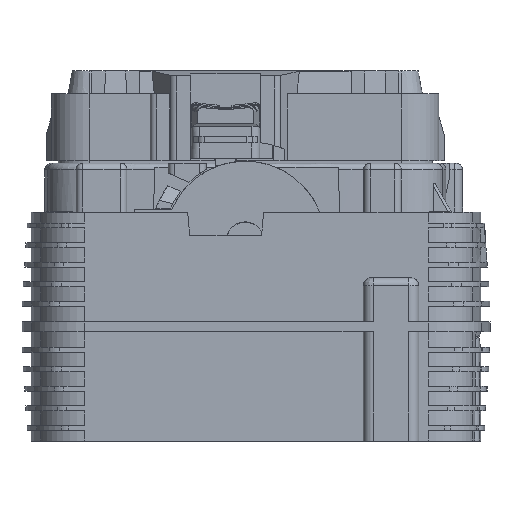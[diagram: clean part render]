
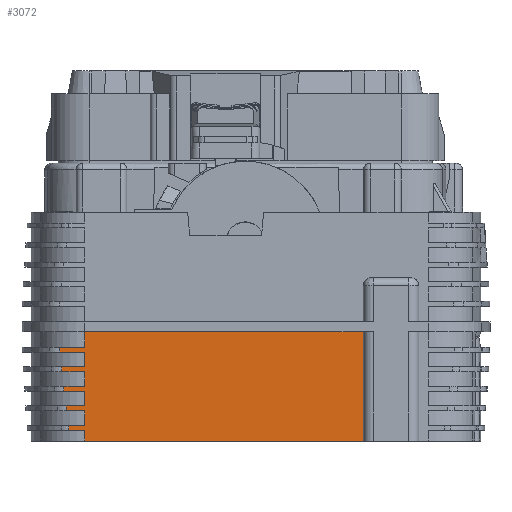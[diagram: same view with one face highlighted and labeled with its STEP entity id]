
A CAD part, front view. The second image highlights one B-rep face of the part: STEP entity #3072.
In plain terms, the highlighted planar face has unit normal (0, -1, 0).
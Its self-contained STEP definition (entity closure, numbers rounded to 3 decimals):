
#3072=ADVANCED_FACE('',(#5335),#4127,.T.);
#4127=PLANE('',#29313);
#5335=FACE_OUTER_BOUND('',#6804,.T.);
#6804=EDGE_LOOP('',(#13791,#13792,#13793,#13794,#13795,#13796,#13797,#13798,
#13799,#13800,#13801,#13802,#13803,#13804,#13805,#13806,#13807,#13808,#13809,
#13810,#13811,#13812,#13813,#13814));
#13791=ORIENTED_EDGE('',*,*,#21729,.T.);
#13792=ORIENTED_EDGE('',*,*,#21730,.F.);
#13793=ORIENTED_EDGE('',*,*,#21719,.T.);
#13794=ORIENTED_EDGE('',*,*,#21731,.F.);
#13795=ORIENTED_EDGE('',*,*,#21732,.T.);
#13796=ORIENTED_EDGE('',*,*,#21733,.F.);
#13797=ORIENTED_EDGE('',*,*,#21715,.T.);
#13798=ORIENTED_EDGE('',*,*,#21734,.F.);
#13799=ORIENTED_EDGE('',*,*,#21735,.T.);
#13800=ORIENTED_EDGE('',*,*,#21736,.F.);
#13801=ORIENTED_EDGE('',*,*,#21711,.T.);
#13802=ORIENTED_EDGE('',*,*,#21737,.F.);
#13803=ORIENTED_EDGE('',*,*,#21738,.T.);
#13804=ORIENTED_EDGE('',*,*,#21739,.F.);
#13805=ORIENTED_EDGE('',*,*,#21707,.T.);
#13806=ORIENTED_EDGE('',*,*,#21740,.F.);
#13807=ORIENTED_EDGE('',*,*,#21741,.T.);
#13808=ORIENTED_EDGE('',*,*,#21742,.F.);
#13809=ORIENTED_EDGE('',*,*,#21743,.F.);
#13810=ORIENTED_EDGE('',*,*,#21744,.F.);
#13811=ORIENTED_EDGE('',*,*,#21745,.T.);
#13812=ORIENTED_EDGE('',*,*,#21746,.F.);
#13813=ORIENTED_EDGE('',*,*,#21703,.T.);
#13814=ORIENTED_EDGE('',*,*,#21747,.F.);
#17971=VERTEX_POINT('',#47158);
#17972=VERTEX_POINT('',#47159);
#17975=VERTEX_POINT('',#47167);
#17976=VERTEX_POINT('',#47168);
#17979=VERTEX_POINT('',#47176);
#17980=VERTEX_POINT('',#47177);
#17983=VERTEX_POINT('',#47185);
#17984=VERTEX_POINT('',#47186);
#17987=VERTEX_POINT('',#47194);
#17988=VERTEX_POINT('',#47195);
#17995=VERTEX_POINT('',#47215);
#17996=VERTEX_POINT('',#47216);
#17997=VERTEX_POINT('',#47219);
#17998=VERTEX_POINT('',#47221);
#17999=VERTEX_POINT('',#47224);
#18000=VERTEX_POINT('',#47226);
#18001=VERTEX_POINT('',#47229);
#18002=VERTEX_POINT('',#47231);
#18003=VERTEX_POINT('',#47234);
#18004=VERTEX_POINT('',#47236);
#18005=VERTEX_POINT('',#47238);
#18006=VERTEX_POINT('',#47240);
#18007=VERTEX_POINT('',#47242);
#18008=VERTEX_POINT('',#47244);
#21703=EDGE_CURVE('',#17971,#17972,#24688,.T.);
#21707=EDGE_CURVE('',#17975,#17976,#24690,.T.);
#21711=EDGE_CURVE('',#17979,#17980,#24692,.T.);
#21715=EDGE_CURVE('',#17983,#17984,#24694,.T.);
#21719=EDGE_CURVE('',#17987,#17988,#24696,.T.);
#21729=EDGE_CURVE('',#17995,#17996,#24700,.T.);
#21730=EDGE_CURVE('',#17987,#17996,#24701,.T.);
#21731=EDGE_CURVE('',#17997,#17988,#24702,.T.);
#21732=EDGE_CURVE('',#17997,#17998,#24703,.T.);
#21733=EDGE_CURVE('',#17983,#17998,#24704,.T.);
#21734=EDGE_CURVE('',#17999,#17984,#24705,.T.);
#21735=EDGE_CURVE('',#17999,#18000,#24706,.T.);
#21736=EDGE_CURVE('',#17979,#18000,#24707,.T.);
#21737=EDGE_CURVE('',#18001,#17980,#24708,.T.);
#21738=EDGE_CURVE('',#18001,#18002,#24709,.T.);
#21739=EDGE_CURVE('',#17975,#18002,#24710,.T.);
#21740=EDGE_CURVE('',#18003,#17976,#24711,.T.);
#21741=EDGE_CURVE('',#18003,#18004,#24712,.T.);
#21742=EDGE_CURVE('',#18005,#18004,#24713,.T.);
#21743=EDGE_CURVE('',#18006,#18005,#24714,.T.);
#21744=EDGE_CURVE('',#18007,#18006,#24715,.T.);
#21745=EDGE_CURVE('',#18007,#18008,#24716,.T.);
#21746=EDGE_CURVE('',#17971,#18008,#24717,.T.);
#21747=EDGE_CURVE('',#17995,#17972,#24718,.T.);
#24688=LINE('',#47157,#27133);
#24690=LINE('',#47166,#27135);
#24692=LINE('',#47175,#27137);
#24694=LINE('',#47184,#27139);
#24696=LINE('',#47193,#27141);
#24700=LINE('',#47214,#27145);
#24701=LINE('',#47217,#27146);
#24702=LINE('',#47218,#27147);
#24703=LINE('',#47220,#27148);
#24704=LINE('',#47222,#27149);
#24705=LINE('',#47223,#27150);
#24706=LINE('',#47225,#27151);
#24707=LINE('',#47227,#27152);
#24708=LINE('',#47228,#27153);
#24709=LINE('',#47230,#27154);
#24710=LINE('',#47232,#27155);
#24711=LINE('',#47233,#27156);
#24712=LINE('',#47235,#27157);
#24713=LINE('',#47237,#27158);
#24714=LINE('',#47239,#27159);
#24715=LINE('',#47241,#27160);
#24716=LINE('',#47243,#27161);
#24717=LINE('',#47245,#27162);
#24718=LINE('',#47246,#27163);
#27133=VECTOR('',#35843,1.);
#27135=VECTOR('',#35851,1.);
#27137=VECTOR('',#35859,1.);
#27139=VECTOR('',#35867,1.);
#27141=VECTOR('',#35875,1.);
#27145=VECTOR('',#35897,1.);
#27146=VECTOR('',#35898,1.);
#27147=VECTOR('',#35899,1.);
#27148=VECTOR('',#35900,1.);
#27149=VECTOR('',#35901,1.);
#27150=VECTOR('',#35902,1.);
#27151=VECTOR('',#35903,1.);
#27152=VECTOR('',#35904,1.);
#27153=VECTOR('',#35905,1.);
#27154=VECTOR('',#35906,1.);
#27155=VECTOR('',#35907,1.);
#27156=VECTOR('',#35908,1.);
#27157=VECTOR('',#35909,1.);
#27158=VECTOR('',#35910,1.);
#27159=VECTOR('',#35911,1.);
#27160=VECTOR('',#35912,1.);
#27161=VECTOR('',#35913,1.);
#27162=VECTOR('',#35914,1.);
#27163=VECTOR('',#35915,1.);
#29313=AXIS2_PLACEMENT_3D('',#47247,#35916,#35917);
#35843=DIRECTION('',(0.,0.,-1.));
#35851=DIRECTION('',(0.,0.,-1.));
#35859=DIRECTION('',(0.,0.,-1.));
#35867=DIRECTION('',(0.,0.,-1.));
#35875=DIRECTION('',(0.,0.,-1.));
#35897=DIRECTION('',(0.,0.,-1.));
#35898=DIRECTION('',(1.,0.,0.));
#35899=DIRECTION('',(-1.,0.,0.));
#35900=DIRECTION('',(0.,0.,-1.));
#35901=DIRECTION('',(1.,0.,0.));
#35902=DIRECTION('',(-1.,0.,0.));
#35903=DIRECTION('',(0.,0.,-1.));
#35904=DIRECTION('',(1.,0.,0.));
#35905=DIRECTION('',(-1.,0.,0.));
#35906=DIRECTION('',(0.,0.,-1.));
#35907=DIRECTION('',(1.,0.,0.));
#35908=DIRECTION('',(-1.,0.,0.));
#35909=DIRECTION('',(0.,0.,-1.));
#35910=DIRECTION('',(-1.,0.,0.));
#35911=DIRECTION('',(0.,0.,-1.));
#35912=DIRECTION('',(1.,0.,0.));
#35913=DIRECTION('',(0.,0.,-1.));
#35914=DIRECTION('',(1.,0.,0.));
#35915=DIRECTION('',(-1.,0.,0.));
#35916=DIRECTION('',(0.,-1.,0.));
#35917=DIRECTION('',(1.,0.,0.));
#47157=CARTESIAN_POINT('',(-28.408,-16.625,-4.975));
#47158=CARTESIAN_POINT('',(-28.408,-16.625,-4.725));
#47159=CARTESIAN_POINT('',(-28.408,-16.625,-5.475));
#47166=CARTESIAN_POINT('',(-26.987,-16.625,-16.975));
#47167=CARTESIAN_POINT('',(-26.987,-16.625,-16.725));
#47168=CARTESIAN_POINT('',(-26.987,-16.625,-17.475));
#47175=CARTESIAN_POINT('',(-27.388,-16.625,-13.975));
#47176=CARTESIAN_POINT('',(-27.388,-16.625,-13.725));
#47177=CARTESIAN_POINT('',(-27.388,-16.625,-14.475));
#47184=CARTESIAN_POINT('',(-27.752,-16.625,-10.975));
#47185=CARTESIAN_POINT('',(-27.752,-16.625,-10.725));
#47186=CARTESIAN_POINT('',(-27.752,-16.625,-11.475));
#47193=CARTESIAN_POINT('',(-28.09,-16.625,-7.975));
#47194=CARTESIAN_POINT('',(-28.09,-16.625,-7.725));
#47195=CARTESIAN_POINT('',(-28.09,-16.625,-8.475));
#47214=CARTESIAN_POINT('',(-24.574,-16.625,-5.225));
#47215=CARTESIAN_POINT('',(-24.574,-16.625,-5.475));
#47216=CARTESIAN_POINT('',(-24.574,-16.625,-7.725));
#47217=CARTESIAN_POINT('',(-25.551,-16.625,-7.725));
#47218=CARTESIAN_POINT('',(-25.551,-16.625,-8.475));
#47219=CARTESIAN_POINT('',(-24.574,-16.625,-8.475));
#47220=CARTESIAN_POINT('',(-24.574,-16.625,-8.225));
#47221=CARTESIAN_POINT('',(-24.574,-16.625,-10.725));
#47222=CARTESIAN_POINT('',(-25.572,-16.625,-10.725));
#47223=CARTESIAN_POINT('',(-25.572,-16.625,-11.475));
#47224=CARTESIAN_POINT('',(-24.574,-16.625,-11.475));
#47225=CARTESIAN_POINT('',(-24.574,-16.625,-11.225));
#47226=CARTESIAN_POINT('',(-24.574,-16.625,-13.725));
#47227=CARTESIAN_POINT('',(-25.593,-16.625,-13.725));
#47228=CARTESIAN_POINT('',(-25.593,-16.625,-14.475));
#47229=CARTESIAN_POINT('',(-24.574,-16.625,-14.475));
#47230=CARTESIAN_POINT('',(-24.574,-16.625,-14.225));
#47231=CARTESIAN_POINT('',(-24.574,-16.625,-16.725));
#47232=CARTESIAN_POINT('',(-25.614,-16.625,-16.725));
#47233=CARTESIAN_POINT('',(-25.614,-16.625,-17.475));
#47234=CARTESIAN_POINT('',(-24.574,-16.625,-17.475));
#47235=CARTESIAN_POINT('',(-24.574,-16.625,-17.225));
#47236=CARTESIAN_POINT('',(-24.574,-16.625,-19.1));
#47237=CARTESIAN_POINT('',(-40.596,-16.625,-19.1));
#47238=CARTESIAN_POINT('',(18.066,-16.625,-19.1));
#47239=CARTESIAN_POINT('',(18.066,-16.625,-2.874));
#47240=CARTESIAN_POINT('',(18.066,-16.625,-2.374));
#47241=CARTESIAN_POINT('',(-33.056,-16.625,-2.374));
#47242=CARTESIAN_POINT('',(-24.574,-16.625,-2.374));
#47243=CARTESIAN_POINT('',(-24.574,-16.625,-2.874));
#47244=CARTESIAN_POINT('',(-24.574,-16.625,-4.725));
#47245=CARTESIAN_POINT('',(-25.53,-16.625,-4.725));
#47246=CARTESIAN_POINT('',(-25.53,-16.625,-5.475));
#47247=CARTESIAN_POINT('',(-33.056,-16.625,-20.173));
